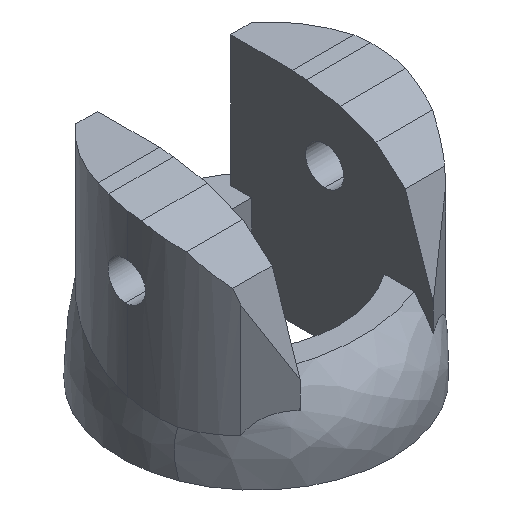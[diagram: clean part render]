
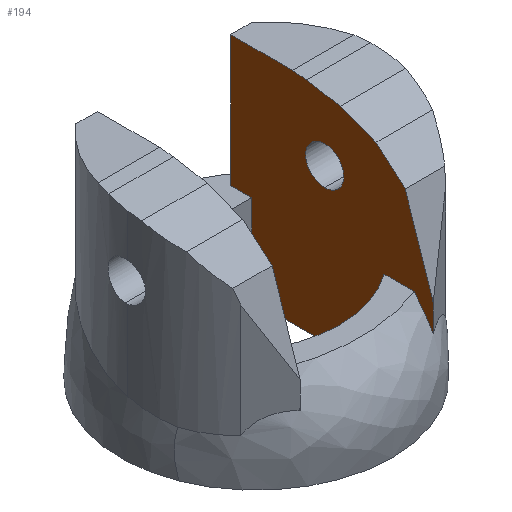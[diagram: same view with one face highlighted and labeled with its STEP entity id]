
A CAD part, isometric view. The second image highlights one B-rep face of the part: STEP entity #194.
In plain terms, the highlighted planar face has unit normal (-1, 0, 0).
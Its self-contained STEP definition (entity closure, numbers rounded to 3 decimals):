
#1 = VERTEX_POINT ( 'NONE', #1380 ) ;
#10 = EDGE_CURVE ( 'NONE', #994, #1, #51, .T. ) ;
#13 = LINE ( 'NONE', #31, #1275 ) ;
#19 = VERTEX_POINT ( 'NONE', #543 ) ;
#31 = CARTESIAN_POINT ( 'NONE',  ( 21.108, -1.629, 7.3 ) ) ;
#51 = LINE ( 'NONE', #513, #1324 ) ;
#63 = DIRECTION ( 'NONE',  ( 0., 1., 0. ) ) ;
#73 = EDGE_CURVE ( 'NONE', #1289, #242, #324, .T. ) ;
#75 = CARTESIAN_POINT ( 'NONE',  ( 21.108, 0.843, 7.3 ) ) ;
#79 = CARTESIAN_POINT ( 'NONE',  ( 21.108, -13.29, 6.398 ) ) ;
#86 = VERTEX_POINT ( 'NONE', #779 ) ;
#94 = EDGE_LOOP ( 'NONE', ( #261, #120 ) ) ;
#102 = AXIS2_PLACEMENT_3D ( 'NONE', #547, #1395, #765 ) ;
#109 = CARTESIAN_POINT ( 'NONE',  ( 21.108, -6.482, 17.512 ) ) ;
#116 = ORIENTED_EDGE ( 'NONE', *, *, #209, .F. ) ;
#120 = ORIENTED_EDGE ( 'NONE', *, *, #546, .F. ) ;
#133 = CARTESIAN_POINT ( 'NONE',  ( 21.108, 0.843, 0. ) ) ;
#149 = DIRECTION ( 'NONE',  ( 0., -0.995, -0.096 ) ) ;
#181 = CARTESIAN_POINT ( 'NONE',  ( 21.108, -12.609, 7.3 ) ) ;
#188 = EDGE_CURVE ( 'NONE', #1550, #296, #863, .T. ) ;
#191 = CARTESIAN_POINT ( 'NONE',  ( 21.108, -6.482, 17.512 ) ) ;
#194 = ADVANCED_FACE ( 'NONE', ( #249, #1526 ), #1056, .F. ) ;
#203 = EDGE_CURVE ( 'NONE', #1, #1550, #911, .T. ) ;
#209 = EDGE_CURVE ( 'NONE', #449, #19, #1572, .T. ) ;
#219 = LINE ( 'NONE', #1381, #1366 ) ;
#222 = CARTESIAN_POINT ( 'NONE',  ( 21.108, 0.843, 7.3 ) ) ;
#242 = VERTEX_POINT ( 'NONE', #191 ) ;
#249 = FACE_BOUND ( 'NONE', #94, .T. ) ;
#259 = ORIENTED_EDGE ( 'NONE', *, *, #203, .F. ) ;
#260 = CARTESIAN_POINT ( 'NONE',  ( 21.108, -5.187, 11.031 ) ) ;
#261 = ORIENTED_EDGE ( 'NONE', *, *, #1584, .F. ) ;
#279 = DIRECTION ( 'NONE',  ( 0., 0., -1. ) ) ;
#296 = VERTEX_POINT ( 'NONE', #133 ) ;
#300 = VECTOR ( 'NONE', #712, 1000. ) ;
#324 = LINE ( 'NONE', #903, #851 ) ;
#327 = DIRECTION ( 'NONE',  ( 0., 1., 0. ) ) ;
#330 = VECTOR ( 'NONE', #1419, 1000. ) ;
#334 = EDGE_CURVE ( 'NONE', #19, #1289, #729, .T. ) ;
#344 = CARTESIAN_POINT ( 'NONE',  ( 21.108, -10.085, 7.3 ) ) ;
#353 = EDGE_CURVE ( 'NONE', #449, #1317, #958, .T. ) ;
#376 = LINE ( 'NONE', #1075, #300 ) ;
#384 = VERTEX_POINT ( 'NONE', #1403 ) ;
#397 = VECTOR ( 'NONE', #149, 1000. ) ;
#399 = CARTESIAN_POINT ( 'NONE',  ( 21.108, -10.085, 0. ) ) ;
#413 = CARTESIAN_POINT ( 'NONE',  ( 21.108, 2.592, 18.1 ) ) ;
#431 = CARTESIAN_POINT ( 'NONE',  ( 21.108, -13.944, 5.477 ) ) ;
#432 = AXIS2_PLACEMENT_3D ( 'NONE', #1160, #1542, #577 ) ;
#436 = CARTESIAN_POINT ( 'NONE',  ( 21.108, -3.676, 17.99 ) ) ;
#440 = CARTESIAN_POINT ( 'NONE',  ( 21.108, -12.737, 7.114 ) ) ;
#449 = VERTEX_POINT ( 'NONE', #413 ) ;
#456 = CARTESIAN_POINT ( 'NONE',  ( 21.108, -10.085, 0. ) ) ;
#494 = ORIENTED_EDGE ( 'NONE', *, *, #953, .F. ) ;
#513 = CARTESIAN_POINT ( 'NONE',  ( 21.108, -1.629, 7.3 ) ) ;
#543 = CARTESIAN_POINT ( 'NONE',  ( 21.108, -2.53, 18.1 ) ) ;
#546 = EDGE_CURVE ( 'NONE', #951, #641, #1068, .T. ) ;
#547 = CARTESIAN_POINT ( 'NONE',  ( 21.108, -5.187, 12.606 ) ) ;
#577 = DIRECTION ( 'NONE',  ( 0., 0., -1. ) ) ;
#578 = CARTESIAN_POINT ( 'NONE',  ( 21.108, -13.152, 6.577 ) ) ;
#581 = CARTESIAN_POINT ( 'NONE',  ( 21.108, -5.187, 12.606 ) ) ;
#582 = LINE ( 'NONE', #222, #330 ) ;
#604 = CARTESIAN_POINT ( 'NONE',  ( 21.108, -11.844, 14.274 ) ) ;
#618 = DIRECTION ( 'NONE',  ( 0., -0.935, -0.356 ) ) ;
#635 = ORIENTED_EDGE ( 'NONE', *, *, #10, .F. ) ;
#641 = VERTEX_POINT ( 'NONE', #1066 ) ;
#683 = CARTESIAN_POINT ( 'NONE',  ( 21.108, -2.53, 18.1 ) ) ;
#705 = DIRECTION ( 'NONE',  ( 0., 0., 1. ) ) ;
#712 = DIRECTION ( 'NONE',  ( 0., -0.752, -0.659 ) ) ;
#718 = VECTOR ( 'NONE', #800, 1000. ) ;
#729 = LINE ( 'NONE', #683, #397 ) ;
#748 = EDGE_LOOP ( 'NONE', ( #1299, #818, #116, #965, #924, #1334, #1076, #259, #635, #998, #494, #1230, #1495, #1574 ) ) ;
#765 = DIRECTION ( 'NONE',  ( 0., 0., 1. ) ) ;
#779 = CARTESIAN_POINT ( 'NONE',  ( 21.108, -14.16, 5.079 ) ) ;
#800 = DIRECTION ( 'NONE',  ( 0., 0., -1. ) ) ;
#802 = DIRECTION ( 'NONE',  ( 0., -0.986, -0.168 ) ) ;
#804 = VECTOR ( 'NONE', #967, 1000. ) ;
#817 = CARTESIAN_POINT ( 'NONE',  ( 21.108, 2.592, 7.3 ) ) ;
#818 = ORIENTED_EDGE ( 'NONE', *, *, #334, .F. ) ;
#851 = VECTOR ( 'NONE', #802, 1000. ) ;
#863 = LINE ( 'NONE', #456, #1219 ) ;
#903 = CARTESIAN_POINT ( 'NONE',  ( 21.108, -3.676, 17.99 ) ) ;
#911 = LINE ( 'NONE', #344, #1026 ) ;
#916 = CARTESIAN_POINT ( 'NONE',  ( 21.108, -13.693, 5.852 ) ) ;
#924 = ORIENTED_EDGE ( 'NONE', *, *, #1243, .F. ) ;
#932 = DIRECTION ( 'NONE',  ( 0., -1., 0. ) ) ;
#951 = VERTEX_POINT ( 'NONE', #260 ) ;
#953 = EDGE_CURVE ( 'NONE', #1583, #86, #219, .T. ) ;
#958 = LINE ( 'NONE', #1517, #718 ) ;
#965 = ORIENTED_EDGE ( 'NONE', *, *, #353, .T. ) ;
#967 = DIRECTION ( 'NONE',  ( 0., -0.314, -0.949 ) ) ;
#991 = VERTEX_POINT ( 'NONE', #1001 ) ;
#994 = VERTEX_POINT ( 'NONE', #1388 ) ;
#998 = ORIENTED_EDGE ( 'NONE', *, *, #1264, .F. ) ;
#1001 = CARTESIAN_POINT ( 'NONE',  ( 21.108, -11.844, 14.274 ) ) ;
#1026 = VECTOR ( 'NONE', #1555, 1000. ) ;
#1040 = CARTESIAN_POINT ( 'NONE',  ( 21.108, -12.875, 6.935 ) ) ;
#1051 = VECTOR ( 'NONE', #932, 1000. ) ;
#1056 = PLANE ( 'NONE',  #432 ) ;
#1066 = CARTESIAN_POINT ( 'NONE',  ( 21.108, -5.187, 14.181 ) ) ;
#1068 = CIRCLE ( 'NONE', #1074, 1.575 ) ;
#1074 = AXIS2_PLACEMENT_3D ( 'NONE', #581, #1428, #705 ) ;
#1075 = CARTESIAN_POINT ( 'NONE',  ( 21.108, -9.427, 16.391 ) ) ;
#1076 = ORIENTED_EDGE ( 'NONE', *, *, #188, .F. ) ;
#1095 = LINE ( 'NONE', #604, #804 ) ;
#1160 = CARTESIAN_POINT ( 'NONE',  ( 21.108, -14.16, 18.1 ) ) ;
#1175 = VECTOR ( 'NONE', #618, 1000. ) ;
#1219 = VECTOR ( 'NONE', #327, 1000. ) ;
#1230 = ORIENTED_EDGE ( 'NONE', *, *, #1343, .F. ) ;
#1237 = VERTEX_POINT ( 'NONE', #75 ) ;
#1243 = EDGE_CURVE ( 'NONE', #1237, #1317, #13, .T. ) ;
#1249 = CIRCLE ( 'NONE', #102, 1.575 ) ;
#1264 = EDGE_CURVE ( 'NONE', #86, #994, #1354, .T. ) ;
#1275 = VECTOR ( 'NONE', #63, 1000. ) ;
#1288 = CARTESIAN_POINT ( 'NONE',  ( 21.108, -14.16, 5.079 ) ) ;
#1289 = VERTEX_POINT ( 'NONE', #436 ) ;
#1299 = ORIENTED_EDGE ( 'NONE', *, *, #73, .F. ) ;
#1317 = VERTEX_POINT ( 'NONE', #817 ) ;
#1319 = EDGE_CURVE ( 'NONE', #384, #991, #376, .T. ) ;
#1324 = VECTOR ( 'NONE', #1485, 1000. ) ;
#1334 = ORIENTED_EDGE ( 'NONE', *, *, #1464, .T. ) ;
#1343 = EDGE_CURVE ( 'NONE', #991, #1583, #1095, .T. ) ;
#1354 = B_SPLINE_CURVE_WITH_KNOTS ( 'NONE', 3,
 ( #1288, #431, #916, #79, #578, #1040, #440, #181 ),
 .UNSPECIFIED., .F., .F.,
 ( 4, 2, 2, 4 ),
 ( 0., 0.001, 0.002, 0.003 ),
 .UNSPECIFIED. ) ;
#1366 = VECTOR ( 'NONE', #279, 1000. ) ;
#1380 = CARTESIAN_POINT ( 'NONE',  ( 21.108, -10.085, 7.3 ) ) ;
#1381 = CARTESIAN_POINT ( 'NONE',  ( 21.108, -14.16, 18.1 ) ) ;
#1388 = CARTESIAN_POINT ( 'NONE',  ( 21.108, -12.609, 7.3 ) ) ;
#1390 = EDGE_CURVE ( 'NONE', #242, #384, #1462, .T. ) ;
#1395 = DIRECTION ( 'NONE',  ( -1., 0., 0. ) ) ;
#1403 = CARTESIAN_POINT ( 'NONE',  ( 21.108, -9.427, 16.391 ) ) ;
#1413 = CARTESIAN_POINT ( 'NONE',  ( 21.108, -14.16, 18.1 ) ) ;
#1419 = DIRECTION ( 'NONE',  ( 0., 0., -1. ) ) ;
#1428 = DIRECTION ( 'NONE',  ( -1., 0., 0. ) ) ;
#1462 = LINE ( 'NONE', #109, #1175 ) ;
#1464 = EDGE_CURVE ( 'NONE', #1237, #296, #582, .T. ) ;
#1485 = DIRECTION ( 'NONE',  ( 0., 1., 0. ) ) ;
#1495 = ORIENTED_EDGE ( 'NONE', *, *, #1319, .F. ) ;
#1517 = CARTESIAN_POINT ( 'NONE',  ( 21.108, 2.592, 18.1 ) ) ;
#1518 = CARTESIAN_POINT ( 'NONE',  ( 21.108, -14.16, 7.278 ) ) ;
#1526 = FACE_OUTER_BOUND ( 'NONE', #748, .T. ) ;
#1542 = DIRECTION ( 'NONE',  ( 1., 0., 0. ) ) ;
#1550 = VERTEX_POINT ( 'NONE', #399 ) ;
#1555 = DIRECTION ( 'NONE',  ( 0., 0., -1. ) ) ;
#1572 = LINE ( 'NONE', #1413, #1051 ) ;
#1574 = ORIENTED_EDGE ( 'NONE', *, *, #1390, .F. ) ;
#1583 = VERTEX_POINT ( 'NONE', #1518 ) ;
#1584 = EDGE_CURVE ( 'NONE', #641, #951, #1249, .T. ) ;
